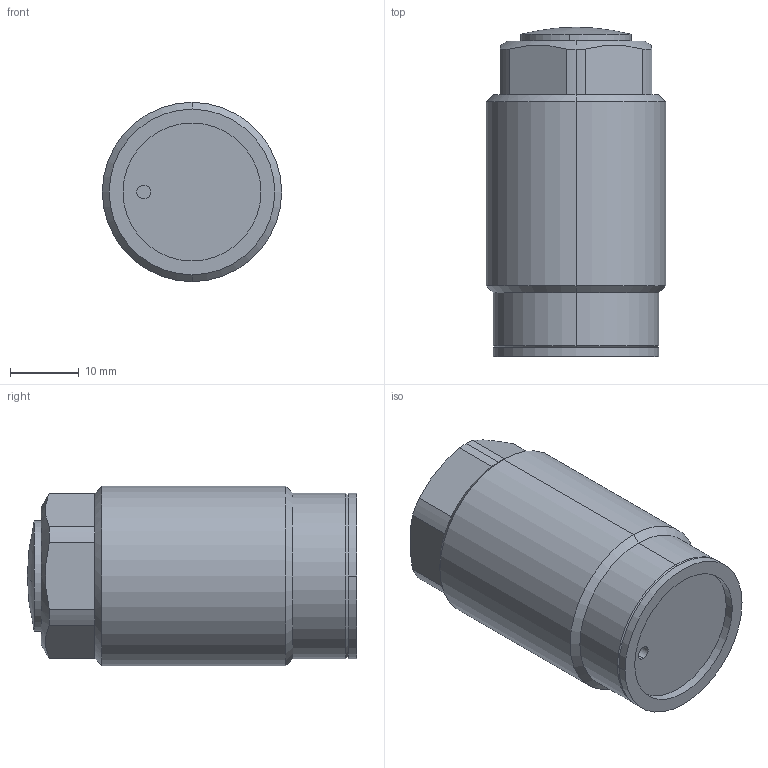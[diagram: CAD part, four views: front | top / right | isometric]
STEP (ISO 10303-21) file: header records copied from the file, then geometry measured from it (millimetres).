
FILE_DESCRIPTION (( 'STEP AP203' ), '1' );
FILE_NAME ('HTC-16A.STEP', '2020-11-03T09:01:57', ( '微软用户' ), ( '微软中国' ), 'SwSTEP 2.0', 'SolidWorks 2012', '' );
FILE_SCHEMA (( 'CONFIG_CONTROL_DESIGN' ));
Length unit declared in the file: millimetre
Products named in the file (4): HTC-16A掛极; 活塞杆16A; HTC-16A垫圈; HTC-16A
Assembly tree (3 placements, depth 2):
  HTC-16A
    HTC-16A掛极
    活塞杆16A
    HTC-16A垫圈
Bounding box: 26 x 47.75 x 26 mm (x, y, z)
Volume: 21416.9 mm3; surface area: 9948.5 mm2
Topology: 3 solids, 3 shells, 59 faces, 125 edges, 75 vertices
Faces by surface type: cylinder 25, plane 20, cone 8, torus 4, sphere 2
Entity records: 2061 total; most frequent: CARTESIAN_POINT 323, DIRECTION 323, ORIENTED_EDGE 250, AXIS2_PLACEMENT_3D 139, EDGE_CURVE 125, VERTEX_POINT 75, CIRCLE 74, EDGE_LOOP 66
